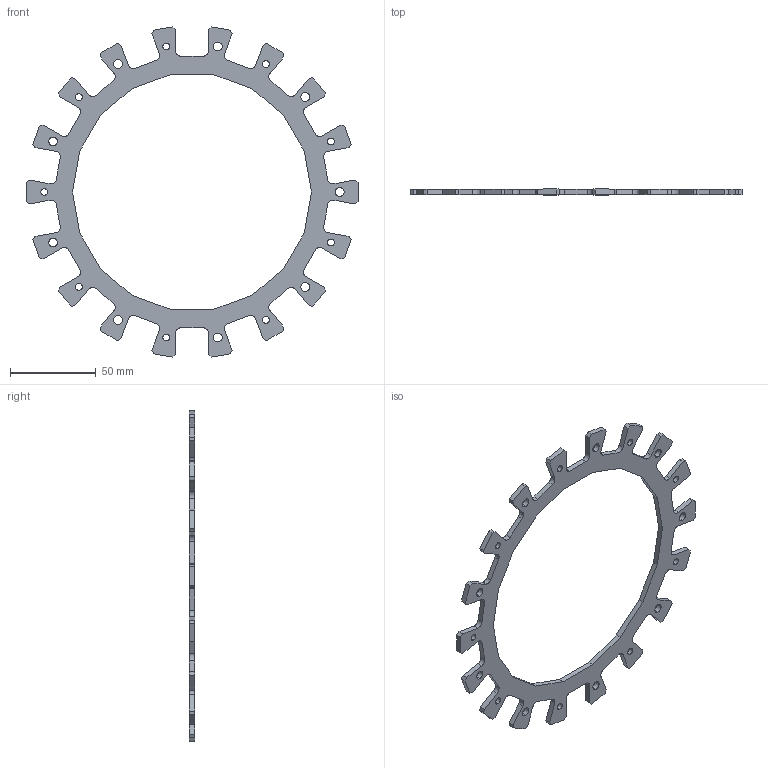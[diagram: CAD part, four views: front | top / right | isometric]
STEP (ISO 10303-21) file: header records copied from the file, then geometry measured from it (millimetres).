
FILE_DESCRIPTION (( 'STEP AP214' ), '1' );
FILE_NAME ('am-0098-03b 8 Aluminum Omni Outer Plate REV5.STEP', '2018-05-31T19:58:09', ( '' ), ( '' ), 'SwSTEP 2.0', 'SolidWorks 2017', '' );
FILE_SCHEMA (( 'AUTOMOTIVE_DESIGN' ));
Length unit declared in the file: inch
Products named in the file (1): am-0098-03b 8 Aluminum Omni Outer Plate REV5
Bounding box: 194.06 x 3.17 x 193.08 mm (x, y, z)
Volume: 26106.4 mm3; surface area: 22290.3 mm2
Topology: 1 solids, 1 shells, 204 faces, 606 edges, 404 vertices
Faces by surface type: plane 128, cylinder 76
Entity records: 7192 total; most frequent: CARTESIAN_POINT 1215, ORIENTED_EDGE 1212, DIRECTION 1168, EDGE_CURVE 606, LINE 454, VECTOR 454, VERTEX_POINT 404, AXIS2_PLACEMENT_3D 357
